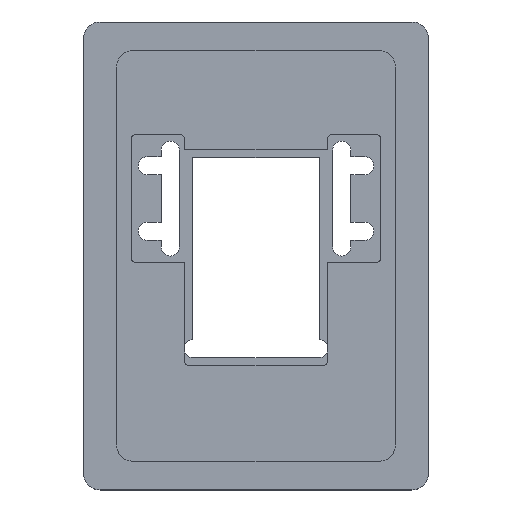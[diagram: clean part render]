
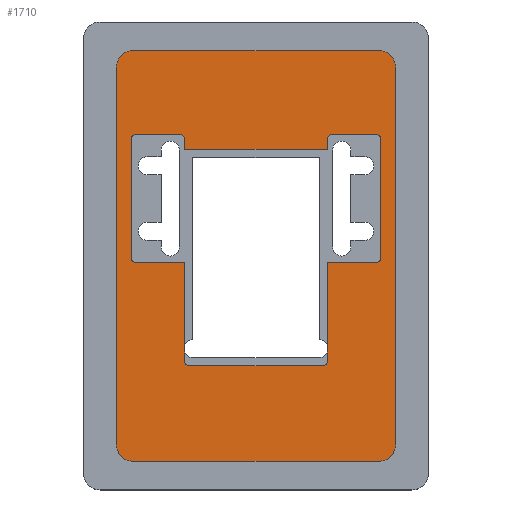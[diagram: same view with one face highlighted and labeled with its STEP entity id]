
A CAD part, top view. The second image highlights one B-rep face of the part: STEP entity #1710.
In plain terms, the highlighted planar face has unit normal (0, 0, 1).
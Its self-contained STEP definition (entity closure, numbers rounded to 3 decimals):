
#98=LINE('',#2620,#284);
#99=LINE('',#2624,#285);
#100=LINE('',#2626,#286);
#101=LINE('',#2628,#287);
#102=LINE('',#2632,#288);
#103=LINE('',#2636,#289);
#104=LINE('',#2640,#290);
#105=LINE('',#2642,#291);
#106=LINE('',#2646,#292);
#107=LINE('',#2650,#293);
#108=LINE('',#2652,#294);
#109=LINE('',#2656,#295);
#110=LINE('',#2657,#296);
#111=LINE('',#2662,#297);
#112=LINE('',#2666,#298);
#113=LINE('',#2670,#299);
#284=VECTOR('',#2082,1000.);
#285=VECTOR('',#2085,1000.);
#286=VECTOR('',#2086,1000.);
#287=VECTOR('',#2087,1000.);
#288=VECTOR('',#2090,1000.);
#289=VECTOR('',#2093,1000.);
#290=VECTOR('',#2096,1000.);
#291=VECTOR('',#2097,1000.);
#292=VECTOR('',#2100,1000.);
#293=VECTOR('',#2103,1000.);
#294=VECTOR('',#2104,1000.);
#295=VECTOR('',#2107,1000.);
#296=VECTOR('',#2108,1000.);
#297=VECTOR('',#2111,1000.);
#298=VECTOR('',#2114,1000.);
#299=VECTOR('',#2117,1000.);
#502=ORIENTED_EDGE('',*,*,#1010,.F.);
#503=ORIENTED_EDGE('',*,*,#1011,.F.);
#504=ORIENTED_EDGE('',*,*,#1012,.F.);
#505=ORIENTED_EDGE('',*,*,#1013,.F.);
#506=ORIENTED_EDGE('',*,*,#1014,.F.);
#507=ORIENTED_EDGE('',*,*,#1015,.F.);
#508=ORIENTED_EDGE('',*,*,#1016,.F.);
#509=ORIENTED_EDGE('',*,*,#1017,.F.);
#510=ORIENTED_EDGE('',*,*,#1018,.F.);
#511=ORIENTED_EDGE('',*,*,#1019,.F.);
#512=ORIENTED_EDGE('',*,*,#1020,.F.);
#513=ORIENTED_EDGE('',*,*,#1021,.F.);
#514=ORIENTED_EDGE('',*,*,#1022,.F.);
#515=ORIENTED_EDGE('',*,*,#1023,.F.);
#516=ORIENTED_EDGE('',*,*,#1024,.F.);
#517=ORIENTED_EDGE('',*,*,#1025,.F.);
#518=ORIENTED_EDGE('',*,*,#1026,.F.);
#519=ORIENTED_EDGE('',*,*,#1027,.F.);
#520=ORIENTED_EDGE('',*,*,#1028,.F.);
#521=ORIENTED_EDGE('',*,*,#1029,.F.);
#522=ORIENTED_EDGE('',*,*,#1030,.T.);
#523=ORIENTED_EDGE('',*,*,#1031,.T.);
#524=ORIENTED_EDGE('',*,*,#1032,.T.);
#525=ORIENTED_EDGE('',*,*,#1033,.T.);
#526=ORIENTED_EDGE('',*,*,#1034,.T.);
#527=ORIENTED_EDGE('',*,*,#1035,.T.);
#528=ORIENTED_EDGE('',*,*,#1036,.T.);
#529=ORIENTED_EDGE('',*,*,#1037,.T.);
#1010=EDGE_CURVE('',#1260,#1261,#1398,.T.);
#1011=EDGE_CURVE('',#1262,#1260,#98,.T.);
#1012=EDGE_CURVE('',#1263,#1262,#1399,.T.);
#1013=EDGE_CURVE('',#1264,#1263,#99,.T.);
#1014=EDGE_CURVE('',#1265,#1264,#100,.T.);
#1015=EDGE_CURVE('',#1266,#1265,#101,.T.);
#1016=EDGE_CURVE('',#1267,#1266,#1400,.T.);
#1017=EDGE_CURVE('',#1268,#1267,#102,.T.);
#1018=EDGE_CURVE('',#1269,#1268,#1401,.T.);
#1019=EDGE_CURVE('',#1270,#1269,#103,.T.);
#1020=EDGE_CURVE('',#1271,#1270,#1402,.T.);
#1021=EDGE_CURVE('',#1272,#1271,#104,.T.);
#1022=EDGE_CURVE('',#1273,#1272,#105,.T.);
#1023=EDGE_CURVE('',#1274,#1273,#1403,.T.);
#1024=EDGE_CURVE('',#1275,#1274,#106,.T.);
#1025=EDGE_CURVE('',#1276,#1275,#1404,.T.);
#1026=EDGE_CURVE('',#1277,#1276,#107,.T.);
#1027=EDGE_CURVE('',#1278,#1277,#108,.T.);
#1028=EDGE_CURVE('',#1279,#1278,#1405,.T.);
#1029=EDGE_CURVE('',#1261,#1279,#109,.T.);
#1030=EDGE_CURVE('',#1280,#1281,#110,.T.);
#1031=EDGE_CURVE('',#1281,#1282,#1406,.T.);
#1032=EDGE_CURVE('',#1282,#1283,#111,.T.);
#1033=EDGE_CURVE('',#1283,#1284,#1407,.T.);
#1034=EDGE_CURVE('',#1284,#1285,#112,.T.);
#1035=EDGE_CURVE('',#1285,#1286,#1408,.T.);
#1036=EDGE_CURVE('',#1286,#1287,#113,.T.);
#1037=EDGE_CURVE('',#1287,#1280,#1409,.T.);
#1260=VERTEX_POINT('',#2618);
#1261=VERTEX_POINT('',#2619);
#1262=VERTEX_POINT('',#2621);
#1263=VERTEX_POINT('',#2623);
#1264=VERTEX_POINT('',#2625);
#1265=VERTEX_POINT('',#2627);
#1266=VERTEX_POINT('',#2629);
#1267=VERTEX_POINT('',#2631);
#1268=VERTEX_POINT('',#2633);
#1269=VERTEX_POINT('',#2635);
#1270=VERTEX_POINT('',#2637);
#1271=VERTEX_POINT('',#2639);
#1272=VERTEX_POINT('',#2641);
#1273=VERTEX_POINT('',#2643);
#1274=VERTEX_POINT('',#2645);
#1275=VERTEX_POINT('',#2647);
#1276=VERTEX_POINT('',#2649);
#1277=VERTEX_POINT('',#2651);
#1278=VERTEX_POINT('',#2653);
#1279=VERTEX_POINT('',#2655);
#1280=VERTEX_POINT('',#2658);
#1281=VERTEX_POINT('',#2659);
#1282=VERTEX_POINT('',#2661);
#1283=VERTEX_POINT('',#2663);
#1284=VERTEX_POINT('',#2665);
#1285=VERTEX_POINT('',#2667);
#1286=VERTEX_POINT('',#2669);
#1287=VERTEX_POINT('',#2671);
#1398=CIRCLE('',#1839,0.3);
#1399=CIRCLE('',#1840,0.3);
#1400=CIRCLE('',#1841,0.3);
#1401=CIRCLE('',#1842,0.3);
#1402=CIRCLE('',#1843,0.3);
#1403=CIRCLE('',#1844,0.3);
#1404=CIRCLE('',#1845,0.3);
#1405=CIRCLE('',#1846,0.3);
#1406=CIRCLE('',#1847,1.);
#1407=CIRCLE('',#1848,1.);
#1408=CIRCLE('',#1849,1.);
#1409=CIRCLE('',#1850,1.);
#1458=EDGE_LOOP('',(#502,#503,#504,#505,#506,#507,#508,#509,#510,#511,#512,
#513,#514,#515,#516,#517,#518,#519,#520,#521));
#1459=EDGE_LOOP('',(#522,#523,#524,#525,#526,#527,#528,#529));
#1558=FACE_BOUND('',#1458,.T.);
#1559=FACE_BOUND('',#1459,.T.);
#1651=PLANE('',#1838);
#1710=ADVANCED_FACE('',(#1558,#1559),#1651,.T.);
#1838=AXIS2_PLACEMENT_3D('',#2616,#2078,#2079);
#1839=AXIS2_PLACEMENT_3D('',#2617,#2080,#2081);
#1840=AXIS2_PLACEMENT_3D('',#2622,#2083,#2084);
#1841=AXIS2_PLACEMENT_3D('',#2630,#2088,#2089);
#1842=AXIS2_PLACEMENT_3D('',#2634,#2091,#2092);
#1843=AXIS2_PLACEMENT_3D('',#2638,#2094,#2095);
#1844=AXIS2_PLACEMENT_3D('',#2644,#2098,#2099);
#1845=AXIS2_PLACEMENT_3D('',#2648,#2101,#2102);
#1846=AXIS2_PLACEMENT_3D('',#2654,#2105,#2106);
#1847=AXIS2_PLACEMENT_3D('',#2660,#2109,#2110);
#1848=AXIS2_PLACEMENT_3D('',#2664,#2112,#2113);
#1849=AXIS2_PLACEMENT_3D('',#2668,#2115,#2116);
#1850=AXIS2_PLACEMENT_3D('',#2672,#2118,#2119);
#2078=DIRECTION('',(0.,0.,1.));
#2079=DIRECTION('',(1.,0.,0.));
#2080=DIRECTION('',(0.,0.,1.));
#2081=DIRECTION('',(1.,0.,0.));
#2082=DIRECTION('',(-1.,0.,0.));
#2083=DIRECTION('',(0.,0.,1.));
#2084=DIRECTION('',(1.,0.,0.));
#2085=DIRECTION('',(0.,1.,0.));
#2086=DIRECTION('',(-1.,0.,0.));
#2087=DIRECTION('',(0.,-1.,0.));
#2088=DIRECTION('',(0.,0.,1.));
#2089=DIRECTION('',(1.,0.,0.));
#2090=DIRECTION('',(-1.,0.,0.));
#2091=DIRECTION('',(0.,0.,1.));
#2092=DIRECTION('',(1.,0.,0.));
#2093=DIRECTION('',(0.,1.,0.));
#2094=DIRECTION('',(0.,0.,1.));
#2095=DIRECTION('',(1.,0.,0.));
#2096=DIRECTION('',(1.,0.,0.));
#2097=DIRECTION('',(0.,1.,0.));
#2098=DIRECTION('',(0.,0.,1.));
#2099=DIRECTION('',(1.,0.,0.));
#2100=DIRECTION('',(1.,0.,0.));
#2101=DIRECTION('',(0.,0.,1.));
#2102=DIRECTION('',(1.,0.,0.));
#2103=DIRECTION('',(0.,-1.,0.));
#2104=DIRECTION('',(1.,0.,0.));
#2105=DIRECTION('',(0.,0.,1.));
#2106=DIRECTION('',(1.,0.,0.));
#2107=DIRECTION('',(0.,-1.,0.));
#2108=DIRECTION('',(-1.,0.,0.));
#2109=DIRECTION('',(0.,0.,1.));
#2110=DIRECTION('',(1.,0.,0.));
#2111=DIRECTION('',(0.,-1.,0.));
#2112=DIRECTION('',(0.,0.,1.));
#2113=DIRECTION('',(1.,0.,0.));
#2114=DIRECTION('',(1.,0.,0.));
#2115=DIRECTION('',(0.,0.,1.));
#2116=DIRECTION('',(1.,0.,0.));
#2117=DIRECTION('',(0.,1.,0.));
#2118=DIRECTION('',(0.,0.,1.));
#2119=DIRECTION('',(1.,0.,0.));
#2616=CARTESIAN_POINT('',(-9.5,13.25,0.));
#2617=CARTESIAN_POINT('',(-7.3,7.1,0.));
#2618=CARTESIAN_POINT('',(-7.3,7.4,0.));
#2619=CARTESIAN_POINT('',(-7.6,7.1,0.));
#2620=CARTESIAN_POINT('',(-4.65,7.4,0.));
#2621=CARTESIAN_POINT('',(-4.65,7.4,0.));
#2622=CARTESIAN_POINT('',(-4.65,7.1,0.));
#2623=CARTESIAN_POINT('',(-4.35,7.1,0.));
#2624=CARTESIAN_POINT('',(-4.35,6.5,0.));
#2625=CARTESIAN_POINT('',(-4.35,6.5,0.));
#2626=CARTESIAN_POINT('',(4.35,6.5,0.));
#2627=CARTESIAN_POINT('',(4.35,6.5,0.));
#2628=CARTESIAN_POINT('',(4.35,7.1,0.));
#2629=CARTESIAN_POINT('',(4.35,7.1,0.));
#2630=CARTESIAN_POINT('',(4.65,7.1,0.));
#2631=CARTESIAN_POINT('',(4.65,7.4,0.));
#2632=CARTESIAN_POINT('',(7.3,7.4,0.));
#2633=CARTESIAN_POINT('',(7.3,7.4,0.));
#2634=CARTESIAN_POINT('',(7.3,7.1,0.));
#2635=CARTESIAN_POINT('',(7.6,7.1,0.));
#2636=CARTESIAN_POINT('',(7.6,-0.1,0.));
#2637=CARTESIAN_POINT('',(7.6,-0.1,0.));
#2638=CARTESIAN_POINT('',(7.3,-0.1,0.));
#2639=CARTESIAN_POINT('',(7.3,-0.4,0.));
#2640=CARTESIAN_POINT('',(4.35,-0.4,0.));
#2641=CARTESIAN_POINT('',(4.35,-0.4,0.));
#2642=CARTESIAN_POINT('',(4.35,-6.4,0.));
#2643=CARTESIAN_POINT('',(4.35,-6.4,0.));
#2644=CARTESIAN_POINT('',(4.05,-6.4,0.));
#2645=CARTESIAN_POINT('',(4.05,-6.7,0.));
#2646=CARTESIAN_POINT('',(-4.05,-6.7,0.));
#2647=CARTESIAN_POINT('',(-4.05,-6.7,0.));
#2648=CARTESIAN_POINT('',(-4.05,-6.4,0.));
#2649=CARTESIAN_POINT('',(-4.35,-6.4,0.));
#2650=CARTESIAN_POINT('',(-4.35,-0.4,0.));
#2651=CARTESIAN_POINT('',(-4.35,-0.4,0.));
#2652=CARTESIAN_POINT('',(-7.3,-0.4,0.));
#2653=CARTESIAN_POINT('',(-7.3,-0.4,0.));
#2654=CARTESIAN_POINT('',(-7.3,-0.1,0.));
#2655=CARTESIAN_POINT('',(-7.6,-0.1,0.));
#2656=CARTESIAN_POINT('',(-7.6,7.1,0.));
#2657=CARTESIAN_POINT('',(7.5,12.5,0.));
#2658=CARTESIAN_POINT('',(7.5,12.5,0.));
#2659=CARTESIAN_POINT('',(-7.5,12.5,0.));
#2660=CARTESIAN_POINT('',(-7.5,11.5,0.));
#2661=CARTESIAN_POINT('',(-8.5,11.5,0.));
#2662=CARTESIAN_POINT('',(-8.5,11.5,0.));
#2663=CARTESIAN_POINT('',(-8.5,-11.5,0.));
#2664=CARTESIAN_POINT('',(-7.5,-11.5,0.));
#2665=CARTESIAN_POINT('',(-7.5,-12.5,0.));
#2666=CARTESIAN_POINT('',(-7.5,-12.5,0.));
#2667=CARTESIAN_POINT('',(7.5,-12.5,0.));
#2668=CARTESIAN_POINT('',(7.5,-11.5,0.));
#2669=CARTESIAN_POINT('',(8.5,-11.5,0.));
#2670=CARTESIAN_POINT('',(8.5,-11.5,0.));
#2671=CARTESIAN_POINT('',(8.5,11.5,0.));
#2672=CARTESIAN_POINT('',(7.5,11.5,0.));
